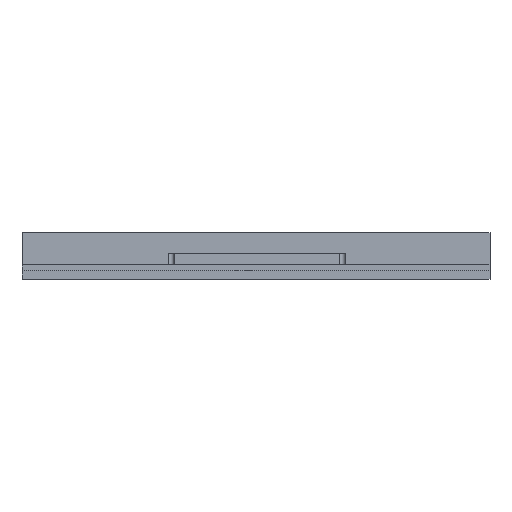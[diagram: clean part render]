
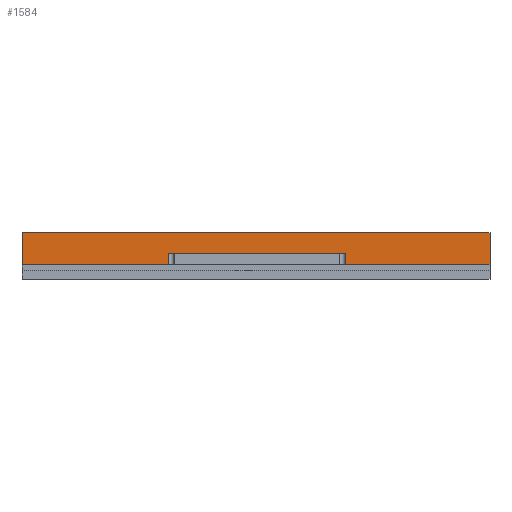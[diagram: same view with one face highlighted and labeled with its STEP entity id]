
A CAD part, front view. The second image highlights one B-rep face of the part: STEP entity #1584.
In plain terms, the highlighted planar face has unit normal (0, -1, 0).
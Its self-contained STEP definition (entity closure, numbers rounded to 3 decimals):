
#29 = VERTEX_POINT ( 'NONE', #2181 ) ;
#71 = ORIENTED_EDGE ( 'NONE', *, *, #3414, .F. ) ;
#219 = CARTESIAN_POINT ( 'NONE',  ( 80., -38., 8. ) ) ;
#332 = CARTESIAN_POINT ( 'NONE',  ( 55.248, -38., 4.5 ) ) ;
#406 = EDGE_CURVE ( 'NONE', #3527, #3436, #1838, .T. ) ;
#415 = LINE ( 'NONE', #3710, #3302 ) ;
#431 = DIRECTION ( 'NONE',  ( 1., 0., 0. ) ) ;
#515 = DIRECTION ( 'NONE',  ( 0., -1., 0. ) ) ;
#532 = LINE ( 'NONE', #3349, #1442 ) ;
#560 = ORIENTED_EDGE ( 'NONE', *, *, #3287, .T. ) ;
#603 = DIRECTION ( 'NONE',  ( 0., 0., -1. ) ) ;
#762 = EDGE_CURVE ( 'NONE', #1186, #2081, #532, .T. ) ;
#800 = LINE ( 'NONE', #332, #1342 ) ;
#848 = VECTOR ( 'NONE', #2828, 1000. ) ;
#952 = VECTOR ( 'NONE', #2925, 1000. ) ;
#996 = CARTESIAN_POINT ( 'NONE',  ( 0., -38., 8. ) ) ;
#1068 = CARTESIAN_POINT ( 'NONE',  ( 25., -38., 4.5 ) ) ;
#1155 = CARTESIAN_POINT ( 'NONE',  ( 0., -38., 8. ) ) ;
#1186 = VERTEX_POINT ( 'NONE', #1824 ) ;
#1202 = CARTESIAN_POINT ( 'NONE',  ( 55.248, -38., 2.5 ) ) ;
#1292 = VECTOR ( 'NONE', #603, 1000. ) ;
#1342 = VECTOR ( 'NONE', #3723, 1000. ) ;
#1442 = VECTOR ( 'NONE', #1809, 1000. ) ;
#1584 = ADVANCED_FACE ( 'NONE', ( #3445 ), #3577, .T. ) ;
#1648 = ORIENTED_EDGE ( 'NONE', *, *, #2228, .T. ) ;
#1716 = CARTESIAN_POINT ( 'NONE',  ( 25., -38., 4.5 ) ) ;
#1761 = EDGE_CURVE ( 'NONE', #3189, #3924, #3540, .T. ) ;
#1809 = DIRECTION ( 'NONE',  ( -1., 0., 0. ) ) ;
#1819 = ORIENTED_EDGE ( 'NONE', *, *, #406, .T. ) ;
#1824 = CARTESIAN_POINT ( 'NONE',  ( 80., -38., 8. ) ) ;
#1838 = LINE ( 'NONE', #1716, #3564 ) ;
#1866 = CARTESIAN_POINT ( 'NONE',  ( 0., -38., 2.5 ) ) ;
#1888 = AXIS2_PLACEMENT_3D ( 'NONE', #219, #515, #3004 ) ;
#2069 = LINE ( 'NONE', #1068, #952 ) ;
#2081 = VERTEX_POINT ( 'NONE', #1155 ) ;
#2181 = CARTESIAN_POINT ( 'NONE',  ( 80., -38., 2.5 ) ) ;
#2228 = EDGE_CURVE ( 'NONE', #2244, #29, #415, .T. ) ;
#2244 = VERTEX_POINT ( 'NONE', #1202 ) ;
#2249 = CARTESIAN_POINT ( 'NONE',  ( 25., -38., 2.5 ) ) ;
#2291 = ORIENTED_EDGE ( 'NONE', *, *, #3684, .F. ) ;
#2575 = CARTESIAN_POINT ( 'NONE',  ( 0., -38., 2.5 ) ) ;
#2598 = LINE ( 'NONE', #996, #848 ) ;
#2634 = VECTOR ( 'NONE', #431, 1000. ) ;
#2667 = DIRECTION ( 'NONE',  ( 1., 0., 0. ) ) ;
#2677 = ORIENTED_EDGE ( 'NONE', *, *, #762, .T. ) ;
#2768 = CARTESIAN_POINT ( 'NONE',  ( 80., -38., 8. ) ) ;
#2828 = DIRECTION ( 'NONE',  ( 0., 0., -1. ) ) ;
#2923 = EDGE_LOOP ( 'NONE', ( #3545, #71, #1819, #3173, #1648, #2291, #2677, #560 ) ) ;
#2925 = DIRECTION ( 'NONE',  ( 0., 0., -1. ) ) ;
#3004 = DIRECTION ( 'NONE',  ( 1., 0., 0. ) ) ;
#3173 = ORIENTED_EDGE ( 'NONE', *, *, #3214, .T. ) ;
#3189 = VERTEX_POINT ( 'NONE', #1866 ) ;
#3213 = CARTESIAN_POINT ( 'NONE',  ( 55.248, -38., 4.5 ) ) ;
#3214 = EDGE_CURVE ( 'NONE', #3436, #2244, #800, .T. ) ;
#3287 = EDGE_CURVE ( 'NONE', #2081, #3189, #2598, .T. ) ;
#3302 = VECTOR ( 'NONE', #3393, 1000. ) ;
#3349 = CARTESIAN_POINT ( 'NONE',  ( 80., -38., 8. ) ) ;
#3393 = DIRECTION ( 'NONE',  ( 1., 0., 0. ) ) ;
#3414 = EDGE_CURVE ( 'NONE', #3527, #3924, #2069, .T. ) ;
#3436 = VERTEX_POINT ( 'NONE', #3213 ) ;
#3445 = FACE_OUTER_BOUND ( 'NONE', #2923, .T. ) ;
#3527 = VERTEX_POINT ( 'NONE', #3562 ) ;
#3540 = LINE ( 'NONE', #2575, #2634 ) ;
#3545 = ORIENTED_EDGE ( 'NONE', *, *, #1761, .T. ) ;
#3562 = CARTESIAN_POINT ( 'NONE',  ( 25., -38., 4.5 ) ) ;
#3564 = VECTOR ( 'NONE', #2667, 1000. ) ;
#3577 = PLANE ( 'NONE',  #1888 ) ;
#3684 = EDGE_CURVE ( 'NONE', #1186, #29, #3758, .T. ) ;
#3710 = CARTESIAN_POINT ( 'NONE',  ( 0., -38., 2.5 ) ) ;
#3723 = DIRECTION ( 'NONE',  ( 0., 0., -1. ) ) ;
#3758 = LINE ( 'NONE', #2768, #1292 ) ;
#3924 = VERTEX_POINT ( 'NONE', #2249 ) ;
